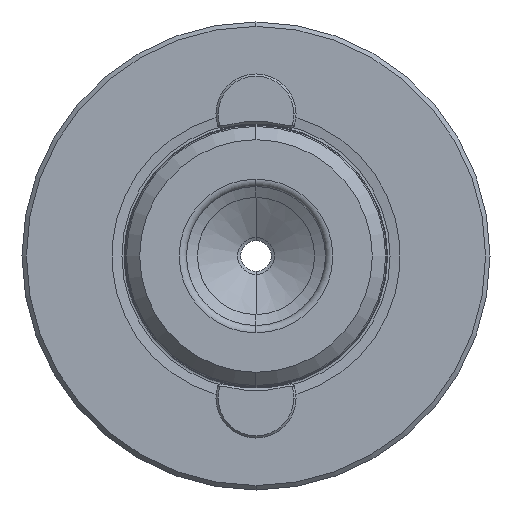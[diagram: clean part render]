
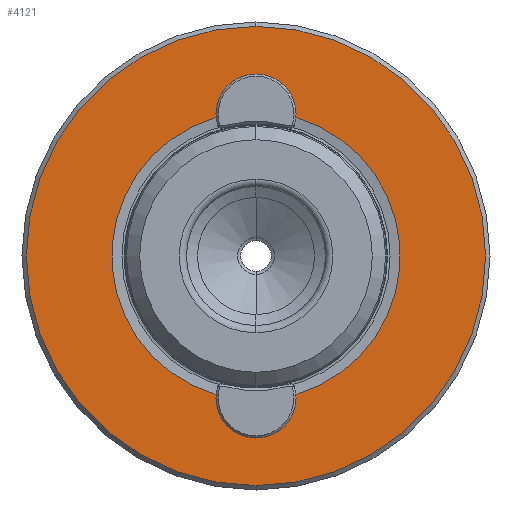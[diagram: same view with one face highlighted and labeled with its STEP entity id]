
A CAD part, left-side view. The second image highlights one B-rep face of the part: STEP entity #4121.
In plain terms, the highlighted planar face has unit normal (-1, 0, 0).
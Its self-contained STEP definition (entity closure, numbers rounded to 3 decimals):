
#2 = DIRECTION ( 'NONE',  ( 0., 0., 1. ) ) ;
#59 = ORIENTED_EDGE ( 'NONE', *, *, #1539, .F. ) ;
#66 = DIRECTION ( 'NONE',  ( -1., 0., 0. ) ) ;
#86 = EDGE_CURVE ( 'NONE', #1615, #1310, #5030, .T. ) ;
#127 = AXIS2_PLACEMENT_3D ( 'NONE', #2411, #66, #2814 ) ;
#229 = CIRCLE ( 'NONE', #1657, 19.715 ) ;
#302 = CARTESIAN_POINT ( 'NONE',  ( 0., 0., 0. ) ) ;
#405 = CARTESIAN_POINT ( 'NONE',  ( 0., 0., 21.5 ) ) ;
#413 = AXIS2_PLACEMENT_3D ( 'NONE', #1542, #4321, #1915 ) ;
#689 = VERTEX_POINT ( 'NONE', #2684 ) ;
#782 = DIRECTION ( 'NONE',  ( -1., 0., 0. ) ) ;
#977 = ORIENTED_EDGE ( 'NONE', *, *, #3824, .T. ) ;
#1208 = AXIS2_PLACEMENT_3D ( 'NONE', #3913, #4714, #2329 ) ;
#1218 = DIRECTION ( 'NONE',  ( -1., 0., 0. ) ) ;
#1310 = VERTEX_POINT ( 'NONE', #4876 ) ;
#1431 = VERTEX_POINT ( 'NONE', #3123 ) ;
#1509 = FACE_BOUND ( 'NONE', #4626, .T. ) ;
#1532 = EDGE_CURVE ( 'NONE', #1431, #4366, #3811, .T. ) ;
#1539 = EDGE_CURVE ( 'NONE', #4366, #1615, #4870, .T. ) ;
#1542 = CARTESIAN_POINT ( 'NONE',  ( 0., 0., -21.5 ) ) ;
#1615 = VERTEX_POINT ( 'NONE', #2030 ) ;
#1646 = CARTESIAN_POINT ( 'NONE',  ( 0., 0., 0. ) ) ;
#1657 = AXIS2_PLACEMENT_3D ( 'NONE', #3163, #782, #3561 ) ;
#1745 = CIRCLE ( 'NONE', #4992, 3. ) ;
#1780 = ORIENTED_EDGE ( 'NONE', *, *, #3697, .F. ) ;
#1865 = CIRCLE ( 'NONE', #413, 3. ) ;
#1915 = DIRECTION ( 'NONE',  ( 0., 0., 1. ) ) ;
#2018 = DIRECTION ( 'NONE',  ( 0., 0., 1. ) ) ;
#2028 = DIRECTION ( 'NONE',  ( 0., 0., 1. ) ) ;
#2030 = CARTESIAN_POINT ( 'NONE',  ( 0., -2.305, 19.58 ) ) ;
#2329 = DIRECTION ( 'NONE',  ( 0., 0., -1. ) ) ;
#2371 = ORIENTED_EDGE ( 'NONE', *, *, #4120, .F. ) ;
#2411 = CARTESIAN_POINT ( 'NONE',  ( 0., 0., 0. ) ) ;
#2428 = FACE_OUTER_BOUND ( 'NONE', #4630, .T. ) ;
#2684 = CARTESIAN_POINT ( 'NONE',  ( 0., 2.305, -19.58 ) ) ;
#2766 = DIRECTION ( 'NONE',  ( -1., 0., 0. ) ) ;
#2767 = CARTESIAN_POINT ( 'NONE',  ( 0., 0., 31.4 ) ) ;
#2805 = CARTESIAN_POINT ( 'NONE',  ( 0., 0., -21.5 ) ) ;
#2814 = DIRECTION ( 'NONE',  ( 0., 0., 1. ) ) ;
#2874 = CARTESIAN_POINT ( 'NONE',  ( 0., -2.305, -19.58 ) ) ;
#3026 = VERTEX_POINT ( 'NONE', #2767 ) ;
#3036 = ORIENTED_EDGE ( 'NONE', *, *, #4755, .F. ) ;
#3046 = DIRECTION ( 'NONE',  ( -1., 0., 0. ) ) ;
#3114 = PLANE ( 'NONE',  #1208 ) ;
#3123 = CARTESIAN_POINT ( 'NONE',  ( 0., 0., -24.5 ) ) ;
#3163 = CARTESIAN_POINT ( 'NONE',  ( 0., 0., 0. ) ) ;
#3174 = VERTEX_POINT ( 'NONE', #4551 ) ;
#3296 = ORIENTED_EDGE ( 'NONE', *, *, #4824, .T. ) ;
#3424 = VERTEX_POINT ( 'NONE', #4554 ) ;
#3464 = DIRECTION ( 'NONE',  ( 0., 0., 1. ) ) ;
#3561 = DIRECTION ( 'NONE',  ( 0., 0., 1. ) ) ;
#3592 = CARTESIAN_POINT ( 'NONE',  ( 0., 0., 21.5 ) ) ;
#3697 = EDGE_CURVE ( 'NONE', #3174, #689, #229, .T. ) ;
#3806 = CIRCLE ( 'NONE', #4854, 31.4 ) ;
#3811 = CIRCLE ( 'NONE', #4543, 3. ) ;
#3824 = EDGE_CURVE ( 'NONE', #3026, #3424, #3806, .T. ) ;
#3913 = CARTESIAN_POINT ( 'NONE',  ( 0., 0., -19.715 ) ) ;
#3981 = DIRECTION ( 'NONE',  ( 0., 0., 1. ) ) ;
#4120 = EDGE_CURVE ( 'NONE', #689, #1431, #1865, .T. ) ;
#4121 = ADVANCED_FACE ( 'NONE', ( #1509, #2428 ), #3114, .F. ) ;
#4133 = ORIENTED_EDGE ( 'NONE', *, *, #1532, .F. ) ;
#4256 = ORIENTED_EDGE ( 'NONE', *, *, #86, .F. ) ;
#4321 = DIRECTION ( 'NONE',  ( -1., 0., 0. ) ) ;
#4366 = VERTEX_POINT ( 'NONE', #2874 ) ;
#4417 = DIRECTION ( 'NONE',  ( -1., 0., 0. ) ) ;
#4434 = DIRECTION ( 'NONE',  ( -1., 0., 0. ) ) ;
#4543 = AXIS2_PLACEMENT_3D ( 'NONE', #2805, #4417, #2018 ) ;
#4551 = CARTESIAN_POINT ( 'NONE',  ( 0., 2.305, 19.58 ) ) ;
#4554 = CARTESIAN_POINT ( 'NONE',  ( 0., 0., -31.4 ) ) ;
#4626 = EDGE_LOOP ( 'NONE', ( #1780, #3036, #4256, #59, #4133, #2371 ) ) ;
#4630 = EDGE_LOOP ( 'NONE', ( #3296, #977 ) ) ;
#4714 = DIRECTION ( 'NONE',  ( 1., 0., 0. ) ) ;
#4755 = EDGE_CURVE ( 'NONE', #1310, #3174, #1745, .T. ) ;
#4802 = CIRCLE ( 'NONE', #127, 31.4 ) ;
#4807 = AXIS2_PLACEMENT_3D ( 'NONE', #302, #3046, #3464 ) ;
#4824 = EDGE_CURVE ( 'NONE', #3424, #3026, #4802, .T. ) ;
#4854 = AXIS2_PLACEMENT_3D ( 'NONE', #1646, #4434, #2028 ) ;
#4870 = CIRCLE ( 'NONE', #4807, 19.715 ) ;
#4876 = CARTESIAN_POINT ( 'NONE',  ( 0., 0., 24.5 ) ) ;
#4992 = AXIS2_PLACEMENT_3D ( 'NONE', #3592, #1218, #3981 ) ;
#5030 = CIRCLE ( 'NONE', #5050, 3. ) ;
#5050 = AXIS2_PLACEMENT_3D ( 'NONE', #405, #2766, #2 ) ;
